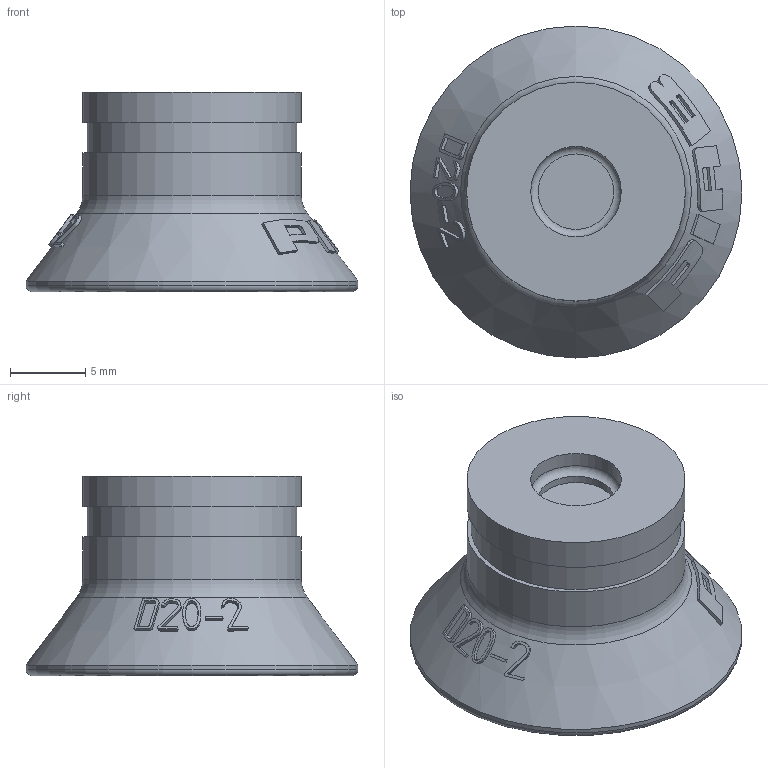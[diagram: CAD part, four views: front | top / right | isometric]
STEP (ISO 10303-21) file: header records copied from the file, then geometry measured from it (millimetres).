
FILE_DESCRIPTION( ( 'Unknown' ), '1' );
FILE_NAME( 'SE-0417037.stp', 'Unknown', ( 'Unknown' ), ( 'Unknown' ), 'PSStep 17.0.49', 'Unknown', ' ' );
FILE_SCHEMA( ( 'AUTOMOTIVE_DESIGN { 1 0 10303 214 1 1 1 1 }' ) );
Length unit declared in the file: millimetre
Products named in the file (1): 1
Bounding box: 22 x 22 x 13.2 mm (x, y, z)
Volume: 2759.6 mm3; surface area: 1360.9 mm2
Topology: 1 solids, 1 shells, 114 faces, 281 edges, 186 vertices
Faces by surface type: bspline 83, cone 16, plane 6, cylinder 6, torus 3
Full cylindrical faces by diameter (mm): 5 x1, 6 x1, 13.905 x1, 14.5 x2, 22 x1
Entity records: 4774 total; most frequent: CARTESIAN_POINT 2863, ORIENTED_EDGE 528, EDGE_CURVE 264, B_SPLINE_CURVE_WITH_KNOTS 250, VERTEX_POINT 182, EDGE_LOOP 144, FACE_OUTER_BOUND 125, ADVANCED_FACE 114
